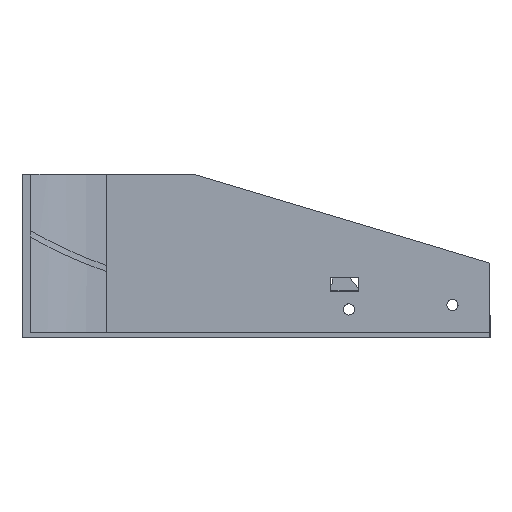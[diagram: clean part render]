
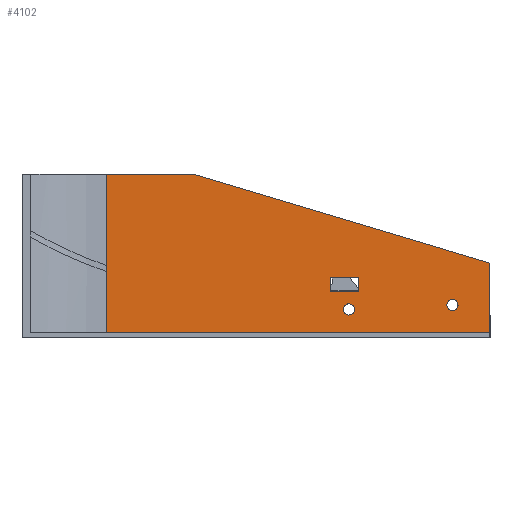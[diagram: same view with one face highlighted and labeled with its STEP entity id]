
A CAD part, front view. The second image highlights one B-rep face of the part: STEP entity #4102.
In plain terms, the highlighted face is planar.
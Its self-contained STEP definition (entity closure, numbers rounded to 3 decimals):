
#393=LINE('',#7337,#691);
#397=LINE('',#7344,#695);
#400=LINE('',#7350,#698);
#402=LINE('',#7353,#700);
#403=LINE('',#7382,#701);
#405=LINE('',#7401,#703);
#406=LINE('',#7403,#704);
#407=LINE('',#7405,#705);
#408=LINE('',#7407,#706);
#409=LINE('',#7409,#707);
#410=LINE('',#7410,#708);
#691=VECTOR('',#6002,10.);
#695=VECTOR('',#6008,10.);
#698=VECTOR('',#6013,10.);
#700=VECTOR('',#6017,10.);
#701=VECTOR('',#6032,10.);
#703=VECTOR('',#6036,10.);
#704=VECTOR('',#6037,10.);
#705=VECTOR('',#6038,10.);
#706=VECTOR('',#6039,10.);
#707=VECTOR('',#6040,10.);
#708=VECTOR('',#6041,10.);
#790=PLANE('',#4768);
#852=FACE_BOUND('',#1334,.T.);
#853=FACE_BOUND('',#1335,.T.);
#854=FACE_BOUND('',#1336,.T.);
#1063=FACE_OUTER_BOUND('',#1333,.T.);
#1333=EDGE_LOOP('',(#3686,#3687,#3688,#3689,#3690,#3691,#3692));
#1334=EDGE_LOOP('',(#3693,#3694,#3695,#3696));
#1335=EDGE_LOOP('',(#3697));
#1336=EDGE_LOOP('',(#3698));
#1611=CIRCLE('',#4763,6.);
#1613=CIRCLE('',#4766,6.);
#1984=VERTEX_POINT('',#7334);
#1985=VERTEX_POINT('',#7336);
#1987=VERTEX_POINT('',#7342);
#1989=VERTEX_POINT('',#7348);
#1991=VERTEX_POINT('',#7357);
#1993=VERTEX_POINT('',#7362);
#1995=VERTEX_POINT('',#7366);
#1996=VERTEX_POINT('',#7381);
#1998=VERTEX_POINT('',#7400);
#1999=VERTEX_POINT('',#7402);
#2000=VERTEX_POINT('',#7404);
#2001=VERTEX_POINT('',#7406);
#2002=VERTEX_POINT('',#7408);
#2550=EDGE_CURVE('',#1984,#1985,#393,.T.);
#2554=EDGE_CURVE('',#1987,#1984,#397,.T.);
#2557=EDGE_CURVE('',#1989,#1987,#400,.T.);
#2559=EDGE_CURVE('',#1985,#1989,#402,.T.);
#2561=EDGE_CURVE('',#1991,#1991,#1611,.T.);
#2563=EDGE_CURVE('',#1993,#1993,#1613,.T.);
#2565=EDGE_CURVE('',#1996,#1995,#403,.T.);
#2568=EDGE_CURVE('',#1995,#1998,#405,.T.);
#2569=EDGE_CURVE('',#1999,#1998,#406,.T.);
#2570=EDGE_CURVE('',#1999,#2000,#407,.T.);
#2571=EDGE_CURVE('',#2001,#2000,#408,.T.);
#2572=EDGE_CURVE('',#2002,#2001,#409,.T.);
#2573=EDGE_CURVE('',#2002,#1996,#410,.T.);
#3686=ORIENTED_EDGE('',*,*,#2565,.T.);
#3687=ORIENTED_EDGE('',*,*,#2568,.T.);
#3688=ORIENTED_EDGE('',*,*,#2569,.F.);
#3689=ORIENTED_EDGE('',*,*,#2570,.T.);
#3690=ORIENTED_EDGE('',*,*,#2571,.F.);
#3691=ORIENTED_EDGE('',*,*,#2572,.F.);
#3692=ORIENTED_EDGE('',*,*,#2573,.T.);
#3693=ORIENTED_EDGE('',*,*,#2557,.F.);
#3694=ORIENTED_EDGE('',*,*,#2559,.F.);
#3695=ORIENTED_EDGE('',*,*,#2550,.F.);
#3696=ORIENTED_EDGE('',*,*,#2554,.F.);
#3697=ORIENTED_EDGE('',*,*,#2561,.F.);
#3698=ORIENTED_EDGE('',*,*,#2563,.F.);
#4102=ADVANCED_FACE('',(#1063,#852,#853,#854),#790,.T.);
#4763=AXIS2_PLACEMENT_3D('',#7358,#6022,#6023);
#4766=AXIS2_PLACEMENT_3D('',#7363,#6028,#6029);
#4768=AXIS2_PLACEMENT_3D('',#7399,#6034,#6035);
#6002=DIRECTION('',(0.,0.,1.));
#6008=DIRECTION('',(-1.,0.,0.));
#6013=DIRECTION('',(0.,0.,-1.));
#6017=DIRECTION('',(1.,0.,0.));
#6022=DIRECTION('center_axis',(0.,1.,0.));
#6023=DIRECTION('ref_axis',(-1.,0.,0.));
#6028=DIRECTION('center_axis',(0.,1.,0.));
#6029=DIRECTION('ref_axis',(-1.,0.,0.));
#6032=DIRECTION('',(0.,0.,1.));
#6034=DIRECTION('center_axis',(0.,1.,0.));
#6035=DIRECTION('ref_axis',(-1.,0.,0.));
#6036=DIRECTION('',(0.,0.,1.));
#6037=DIRECTION('',(-1.,0.,0.));
#6038=DIRECTION('',(0.,0.,-1.));
#6039=DIRECTION('',(0.958,0.,0.287));
#6040=DIRECTION('',(1.,0.,0.));
#6041=DIRECTION('',(0.,0.,1.));
#7334=CARTESIAN_POINT('',(80.,6.,35.));
#7336=CARTESIAN_POINT('',(80.,6.,50.));
#7337=CARTESIAN_POINT('',(80.,6.,-32.5));
#7342=CARTESIAN_POINT('',(110.,6.,35.));
#7344=CARTESIAN_POINT('',(180.,6.,35.));
#7348=CARTESIAN_POINT('',(110.,6.,50.));
#7350=CARTESIAN_POINT('',(110.,6.,-25.));
#7353=CARTESIAN_POINT('',(165.,6.,50.));
#7357=CARTESIAN_POINT('',(215.891,6.,64.858));
#7358=CARTESIAN_POINT('Origin',(209.891,6.,64.858));
#7362=CARTESIAN_POINT('',(105.293,6.,69.574));
#7363=CARTESIAN_POINT('Origin',(99.293,6.,69.574));
#7366=CARTESIAN_POINT('',(-160.,6.,28.991));
#7381=CARTESIAN_POINT('',(-160.,6.,22.635));
#7382=CARTESIAN_POINT('',(-160.,6.,-75.));
#7399=CARTESIAN_POINT('Origin',(250.,6.,-100.));
#7400=CARTESIAN_POINT('',(-160.,6.,94.));
#7401=CARTESIAN_POINT('',(-160.,6.,-100.));
#7402=CARTESIAN_POINT('',(250.,6.,94.));
#7403=CARTESIAN_POINT('',(130.812,6.,94.));
#7404=CARTESIAN_POINT('',(250.,6.,20.));
#7405=CARTESIAN_POINT('',(250.,6.,-100.));
#7406=CARTESIAN_POINT('',(-66.667,6.,-75.));
#7407=CARTESIAN_POINT('',(33.486,6.,-44.954));
#7408=CARTESIAN_POINT('',(-160.,6.,-75.));
#7409=CARTESIAN_POINT('',(125.,6.,-75.));
#7410=CARTESIAN_POINT('',(-160.,6.,-100.));
